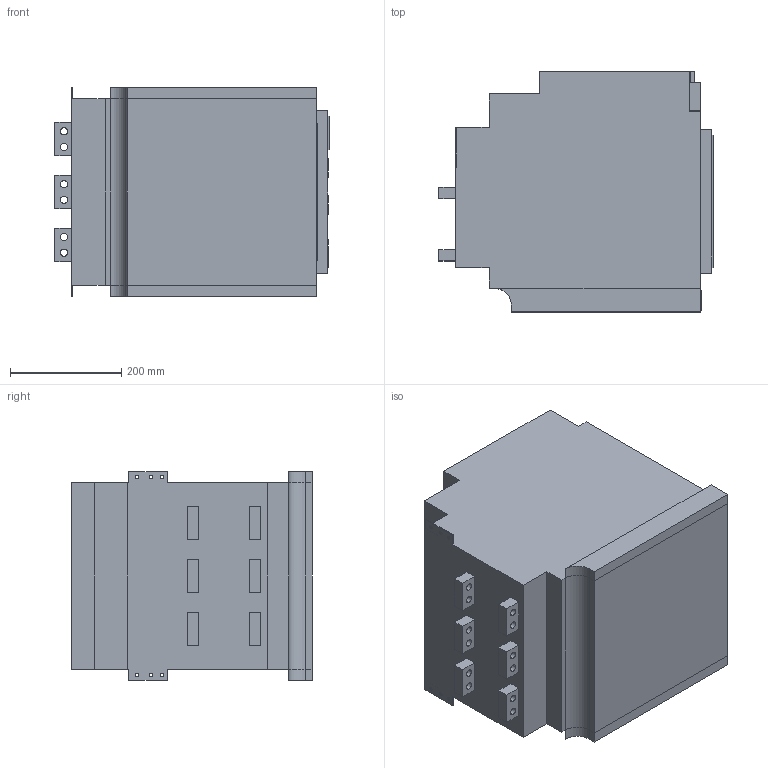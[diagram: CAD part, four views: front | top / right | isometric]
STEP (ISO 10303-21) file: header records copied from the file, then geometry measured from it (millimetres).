
FILE_DESCRIPTION (( 'STEP AP203' ), '1' );
FILE_NAME ('Âûêëþ÷àòåëè àâòîìàòè÷åñêèå ñåðèè ÂÀ-45 âûäâèæíîé 2000.STEP', '2016-11-06T19:34:41', ( '' ), ( '' ), 'SwSTEP 2.0', 'SolidWorks 2014', '' );
FILE_SCHEMA (( 'CONFIG_CONTROL_DESIGN' ));
Length unit declared in the file: millimetre
Products named in the file (1): Âûêëþ÷àòåëè àâòîìàòè÷åñêèå ñåðèè ÂÀ-45 âûäâèæíîé 2000
Bounding box: 493.5 x 432 x 375 mm (x, y, z)
Volume: 60376901.8 mm3; surface area: 1121904.2 mm2
Topology: 3 solids, 3 shells, 351 faces, 957 edges, 638 vertices
Faces by surface type: plane 296, cylinder 55
Entity records: 11106 total; most frequent: CARTESIAN_POINT 1947, ORIENTED_EDGE 1914, DIRECTION 1771, EDGE_CURVE 957, VECTOR 847, LINE 847, VERTEX_POINT 638, AXIS2_PLACEMENT_3D 462
